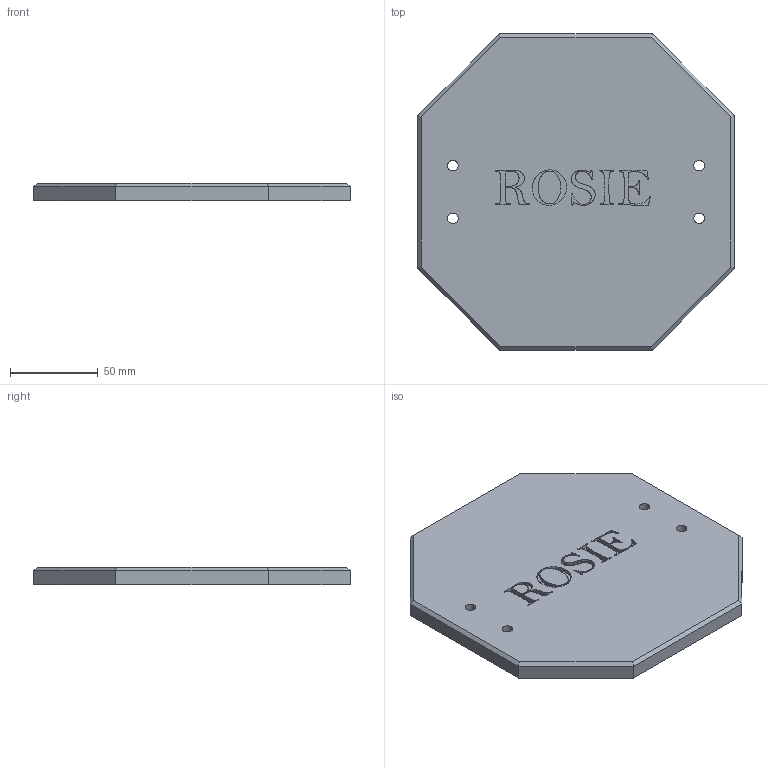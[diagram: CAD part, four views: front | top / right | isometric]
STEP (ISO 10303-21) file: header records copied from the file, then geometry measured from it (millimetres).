
FILE_DESCRIPTION(('CATIA V5 STEP Exchange'),'2;1');
FILE_NAME('TS10011.stp','2021-10-09T18:41:27+00:00',('none'),('none'),'CATIA Version 5 Release 21 GA (IN-10)','CATIA V5 STEP AP214','none');
FILE_SCHEMA(('AUTOMOTIVE_DESIGN { 1 0 10303 214 1 1 1 1 }'));
Length unit declared in the file: millimetre
Products named in the file (1): TS10011
Bounding box: 180 x 180 x 10 mm (x, y, z)
Volume: 140209 mm3; surface area: 68593.4 mm2
Topology: 1 solids, 1 shells, 1704 faces, 5068 edges, 3376 vertices
Faces by surface type: plane 1696, cylinder 8
Entity records: 55885 total; most frequent: CARTESIAN_POINT 10139, ORIENTED_EDGE 10136, DIRECTION 8432, EDGE_CURVE 5068, VECTOR 5044, LINE 5044, VERTEX_POINT 3376, EDGE_LOOP 1722
